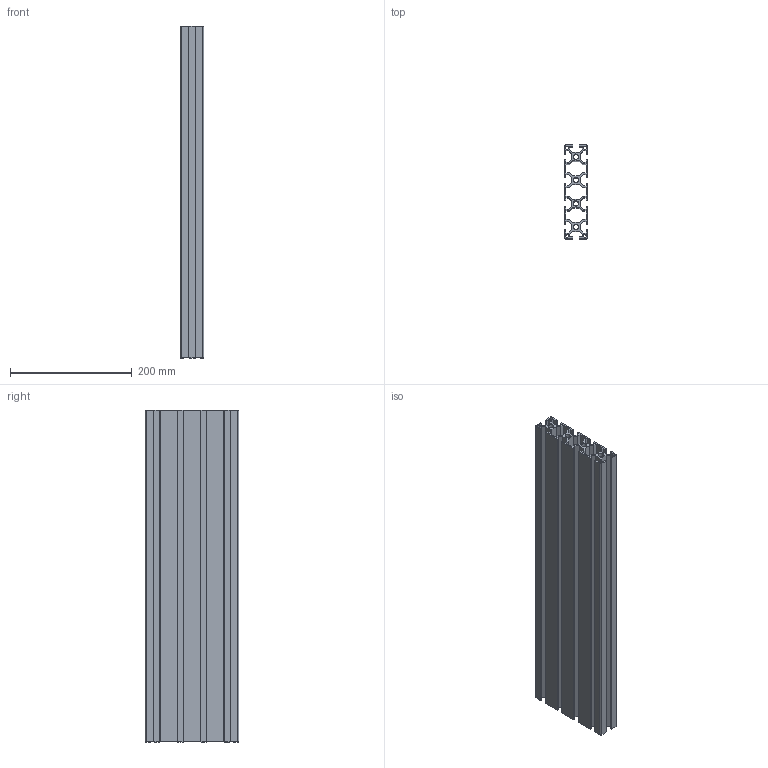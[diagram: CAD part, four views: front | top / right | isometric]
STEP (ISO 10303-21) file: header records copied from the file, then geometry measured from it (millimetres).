
FILE_DESCRIPTION(('FreeCAD Model'),'2;1');
FILE_NAME('Open CASCADE Shape Model','2025-05-01T20:32:26',('FreeCAD'),( 'FreeCAD'),'Open CASCADE STEP processor 7.6','FreeCAD','Unknown');
FILE_SCHEMA(('AUTOMOTIVE_DESIGN { 1 0 10303 214 1 1 1 1 }'));
Length unit declared in the file: millimetre
Products named in the file (1): Open CASCADE STEP translator 7.6 1
Bounding box: 38.36 x 153.45 x 544.73 mm (x, y, z)
Volume: 965991.6 mm3; surface area: 677444.4 mm2
Topology: 1 solids, 1 shells, 154 faces, 456 edges, 304 vertices
Faces by surface type: bspline 154
Entity records: 4810 total; most frequent: CARTESIAN_POINT 2041, ORIENTED_EDGE 912, EDGE_CURVE 456, B_SPLINE_CURVE_WITH_KNOTS 432, VERTEX_POINT 304, FACE_BOUND 176, EDGE_LOOP 176, ADVANCED_FACE 154
